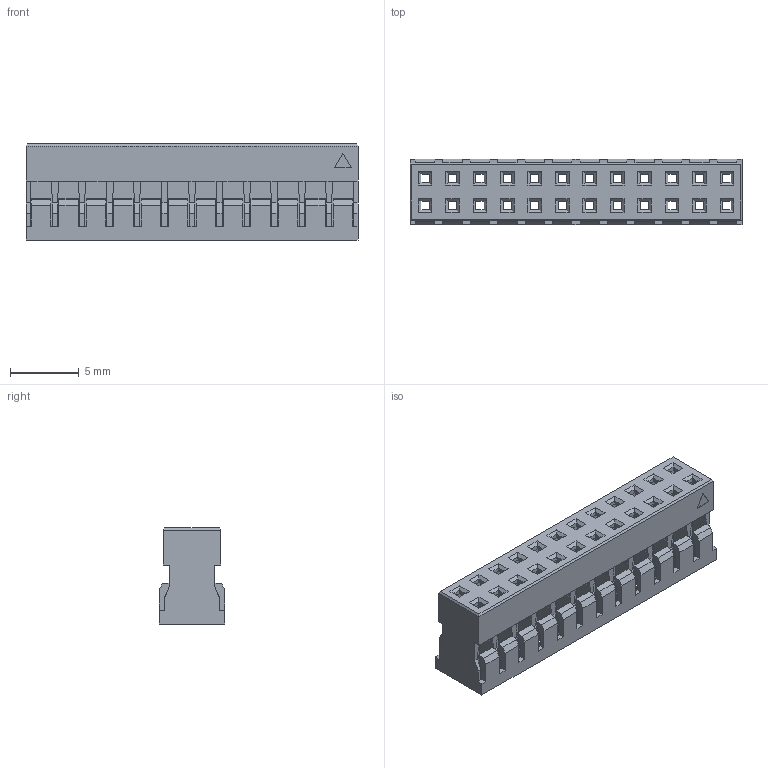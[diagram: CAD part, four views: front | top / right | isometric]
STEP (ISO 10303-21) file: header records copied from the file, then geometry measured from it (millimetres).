
FILE_DESCRIPTION( ('This file contains a STEP AP42 implementation' ,'as created by ZW3D STEP Interface translator.') ,'2;1' );
FILE_NAME( '3121A-2HXXB01.stp' ,'2312 5.163338', (''), ('ZWCAD Software Co.'), 'Version 1.0', 'ZW3D to STEP translator', '' );
FILE_SCHEMA(('AUTOMOTIVE_DESIGN { 1 0 10303 214 1 1 1 1 }'));
Length unit declared in the file: millimetre
Products named in the file (1): 0
Bounding box: 24.2 x 4.8 x 7 mm (x, y, z)
Volume: 337.5 mm3; surface area: 1569.2 mm2
Topology: 1 solids, 1 shells, 900 faces, 2557 edges, 1640 vertices
Faces by surface type: plane 898, bspline 2
Entity records: 29465 total; most frequent: CARTESIAN_POINT 5116, ORIENTED_EDGE 5114, DIRECTION 4351, EDGE_CURVE 2557, VECTOR 2553, LINE 2553, VERTEX_POINT 1640, EDGE_LOOP 977
